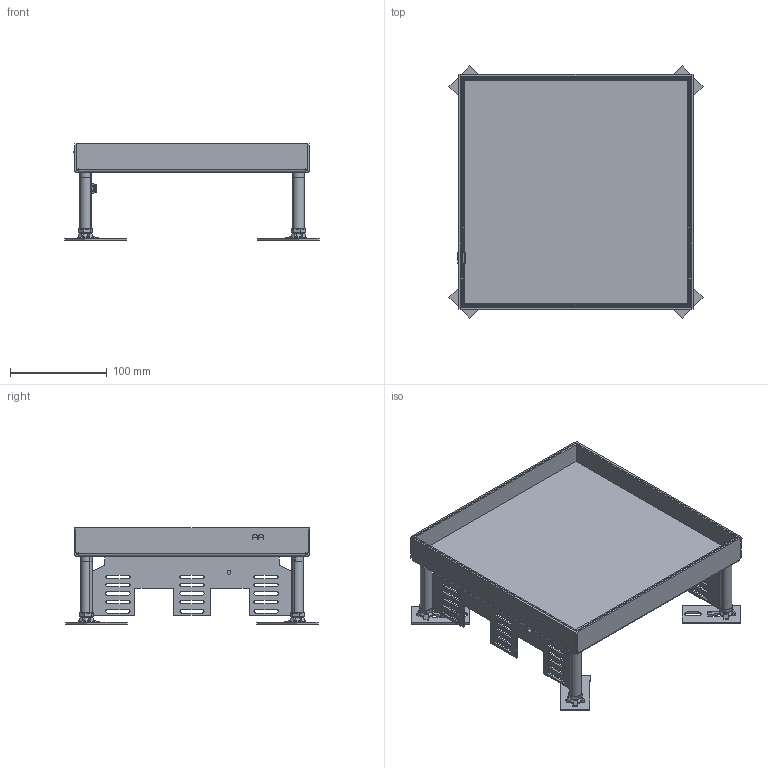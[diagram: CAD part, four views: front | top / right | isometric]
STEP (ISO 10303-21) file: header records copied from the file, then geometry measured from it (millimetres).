
FILE_DESCRIPTION (( 'STEP AP214' ), '1' );
FILE_NAME ('7409044.stp', '2020-03-11T09:50:49', ( '' ), ( '' ), 'SwSTEP 2.0', 'SolidWorks 2018', '' );
FILE_SCHEMA (( 'AUTOMOTIVE_DESIGN' ));
Length unit declared in the file: millimetre
Products named in the file (15): P_0000004761_1_Standard; 054599_Standard mit Mutter; 038479_Standard; 35104262_Standard; 7409044; 053549_H=20mm Nutzh”he  Blind; 056679_H = 20 Tubus + Blind; 057980_Blind H=20mm; 053520_Ausf”rung "blind" RK..9; 056920_H= 20mm Schnurauslass ; 041219_Standard; 42389C_Einbausituation GE2; 35014016_Standard; 041819_L= 70 mm; P_39411020_1_Standard
Assembly tree (20 placements, depth 3):
  7409044
    056920_H= 20mm Schnurauslass 
      056679_H = 20 Tubus + Blind
      038479_Standard
      42389C_Einbausituation GE2  x4
      35104262_Standard
    057980_Blind H=20mm
      053549_H=20mm Nutzh”he  Blind
      053520_Ausf”rung "blind" RK..9
      P_0000004761_1_Standard
      P_39411020_1_Standard
    054599_Standard mit Mutter  x4
      041219_Standard
      041819_L= 70 mm
      35014016_Standard
Bounding box: 262.43 x 260.43 x 99.5 mm (x, y, z)
Volume: 500872.7 mm3; surface area: 461102 mm2
Topology: 23 solids, 23 shells, 1142 faces, 2814 edges, 1732 vertices
Faces by surface type: plane 605, cylinder 330, cone 96, torus 48, bspline 47, sphere 16
Entity records: 26119 total; most frequent: CARTESIAN_POINT 5458, DIRECTION 3956, ORIENTED_EDGE 3888, EDGE_CURVE 1944, AXIS2_PLACEMENT_3D 1345, LINE 1266, VECTOR 1266, VERTEX_POINT 1207
